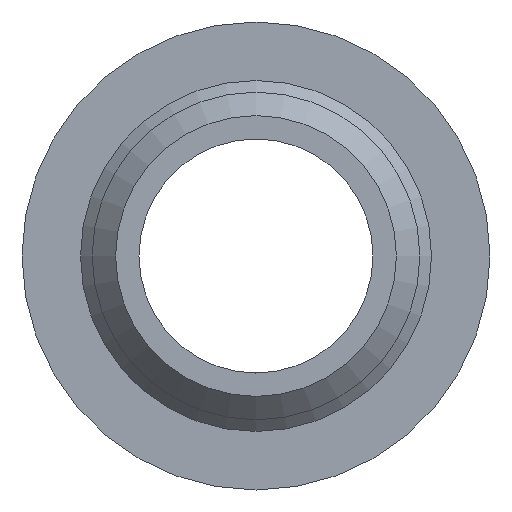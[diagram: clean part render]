
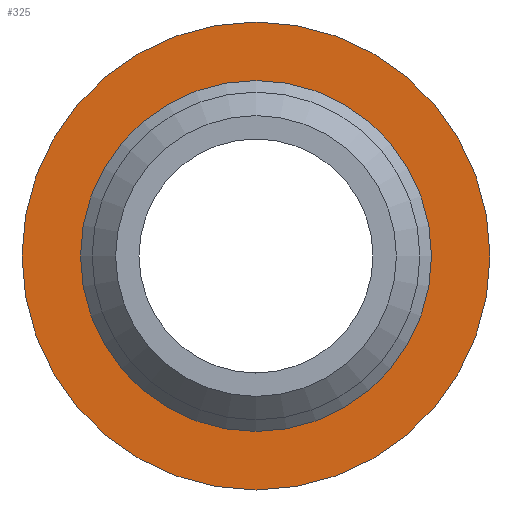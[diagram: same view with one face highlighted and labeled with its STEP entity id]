
A CAD part, left-side view. The second image highlights one B-rep face of the part: STEP entity #325.
In plain terms, the highlighted planar face has unit normal (-1, 0, 0).
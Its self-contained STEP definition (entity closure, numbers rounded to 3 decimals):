
#149 = CYLINDRICAL_SURFACE('',#150,1.);
#150 = AXIS2_PLACEMENT_3D('',#151,#152,#153);
#151 = CARTESIAN_POINT('',(2.,0.,0.));
#152 = DIRECTION('',(-1.,0.,0.));
#153 = DIRECTION('',(0.,1.,0.));
#203 = CYLINDRICAL_SURFACE('',#204,2.);
#204 = AXIS2_PLACEMENT_3D('',#205,#206,#207);
#205 = CARTESIAN_POINT('',(0.,0.,0.));
#206 = DIRECTION('',(-1.,0.,0.));
#207 = DIRECTION('',(0.,1.,0.));
#221 = VERTEX_POINT('',#222);
#222 = CARTESIAN_POINT('',(0.,1.,0.));
#245 = EDGE_CURVE('',#221,#221,#246,.T.);
#246 = SURFACE_CURVE('',#247,(#252,#259),.PCURVE_S1.);
#247 = CIRCLE('',#248,1.);
#248 = AXIS2_PLACEMENT_3D('',#249,#250,#251);
#249 = CARTESIAN_POINT('',(0.,0.,0.));
#250 = DIRECTION('',(-1.,0.,0.));
#251 = DIRECTION('',(0.,1.,0.));
#252 = PCURVE('',#149,#253);
#253 = DEFINITIONAL_REPRESENTATION('',(#254),#258);
#254 = LINE('',#255,#256);
#255 = CARTESIAN_POINT('',(-6.283,2.));
#256 = VECTOR('',#257,1.);
#257 = DIRECTION('',(1.,-0.));
#258 = ( GEOMETRIC_REPRESENTATION_CONTEXT(2) 
PARAMETRIC_REPRESENTATION_CONTEXT() REPRESENTATION_CONTEXT('2D SPACE',''
  ) );
#259 = PCURVE('',#260,#265);
#260 = PLANE('',#261);
#261 = AXIS2_PLACEMENT_3D('',#262,#263,#264);
#262 = CARTESIAN_POINT('',(0.,0.,0.));
#263 = DIRECTION('',(1.,0.,0.));
#264 = DIRECTION('',(0.,0.,1.));
#265 = DEFINITIONAL_REPRESENTATION('',(#266),#274);
#266 = ( BOUNDED_CURVE() B_SPLINE_CURVE(2,(#267,#268,#269,#270,#271,#272
,#273),.UNSPECIFIED.,.T.,.F.) B_SPLINE_CURVE_WITH_KNOTS((1,2,2,2,2,1),(
    -2.094,0.,2.094,4.189,6.283,
8.378),.UNSPECIFIED.) CURVE() GEOMETRIC_REPRESENTATION_ITEM() 
RATIONAL_B_SPLINE_CURVE((1.,0.5,1.,0.5,1.,0.5,1.)) REPRESENTATION_ITEM(
  '') );
#267 = CARTESIAN_POINT('',(0.,-1.));
#268 = CARTESIAN_POINT('',(-1.732,-1.));
#269 = CARTESIAN_POINT('',(-0.866,0.5));
#270 = CARTESIAN_POINT('',(0.,2.));
#271 = CARTESIAN_POINT('',(0.866,0.5));
#272 = CARTESIAN_POINT('',(1.732,-1.));
#273 = CARTESIAN_POINT('',(0.,-1.));
#274 = ( GEOMETRIC_REPRESENTATION_CONTEXT(2) 
PARAMETRIC_REPRESENTATION_CONTEXT() REPRESENTATION_CONTEXT('2D SPACE',''
  ) );
#280 = VERTEX_POINT('',#281);
#281 = CARTESIAN_POINT('',(0.,2.,0.));
#304 = EDGE_CURVE('',#280,#280,#305,.T.);
#305 = SURFACE_CURVE('',#306,(#311,#318),.PCURVE_S1.);
#306 = CIRCLE('',#307,2.);
#307 = AXIS2_PLACEMENT_3D('',#308,#309,#310);
#308 = CARTESIAN_POINT('',(0.,0.,0.));
#309 = DIRECTION('',(1.,0.,0.));
#310 = DIRECTION('',(0.,1.,0.));
#311 = PCURVE('',#203,#312);
#312 = DEFINITIONAL_REPRESENTATION('',(#313),#317);
#313 = LINE('',#314,#315);
#314 = CARTESIAN_POINT('',(-0.,0.));
#315 = VECTOR('',#316,1.);
#316 = DIRECTION('',(-1.,0.));
#317 = ( GEOMETRIC_REPRESENTATION_CONTEXT(2) 
PARAMETRIC_REPRESENTATION_CONTEXT() REPRESENTATION_CONTEXT('2D SPACE',''
  ) );
#318 = PCURVE('',#260,#319);
#319 = DEFINITIONAL_REPRESENTATION('',(#320),#324);
#320 = CIRCLE('',#321,2.);
#321 = AXIS2_PLACEMENT_2D('',#322,#323);
#322 = CARTESIAN_POINT('',(0.,0.));
#323 = DIRECTION('',(0.,-1.));
#324 = ( GEOMETRIC_REPRESENTATION_CONTEXT(2) 
PARAMETRIC_REPRESENTATION_CONTEXT() REPRESENTATION_CONTEXT('2D SPACE',''
  ) );
#325 = ADVANCED_FACE('',(#326,#329),#260,.F.);
#326 = FACE_BOUND('',#327,.F.);
#327 = EDGE_LOOP('',(#328));
#328 = ORIENTED_EDGE('',*,*,#304,.T.);
#329 = FACE_BOUND('',#330,.F.);
#330 = EDGE_LOOP('',(#331));
#331 = ORIENTED_EDGE('',*,*,#245,.T.);
